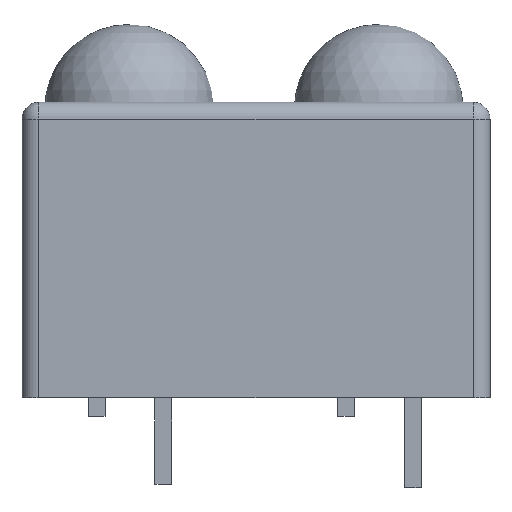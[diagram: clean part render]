
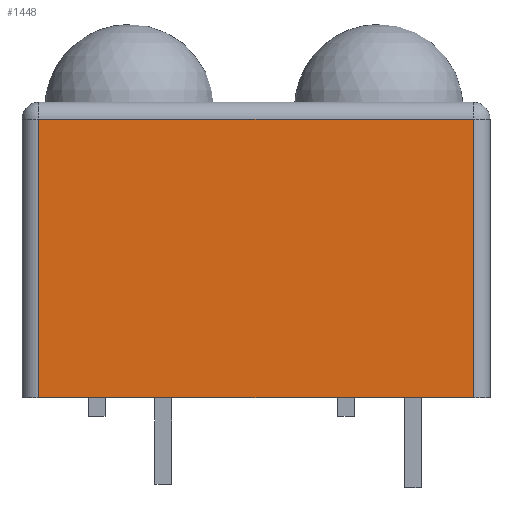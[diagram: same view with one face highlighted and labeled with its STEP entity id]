
A CAD part, front view. The second image highlights one B-rep face of the part: STEP entity #1448.
In plain terms, the highlighted planar face has unit normal (0, -1, 0).
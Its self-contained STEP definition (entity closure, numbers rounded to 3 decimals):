
#226=FACE_OUTER_BOUND('',#319,.T.);
#319=EDGE_LOOP('',(#1225,#1226,#1227,#1228));
#439=LINE('',#2547,#563);
#441=LINE('',#2557,#565);
#442=LINE('',#2559,#566);
#443=LINE('',#2560,#567);
#563=VECTOR('',#2007,10.);
#565=VECTOR('',#2019,10.);
#566=VECTOR('',#2020,10.);
#567=VECTOR('',#2021,10.);
#688=VERTEX_POINT('',#2544);
#689=VERTEX_POINT('',#2546);
#692=VERTEX_POINT('',#2556);
#693=VERTEX_POINT('',#2558);
#868=EDGE_CURVE('',#688,#689,#439,.T.);
#873=EDGE_CURVE('',#688,#692,#441,.T.);
#874=EDGE_CURVE('',#693,#692,#442,.T.);
#875=EDGE_CURVE('',#689,#693,#443,.T.);
#1225=ORIENTED_EDGE('',*,*,#868,.F.);
#1226=ORIENTED_EDGE('',*,*,#873,.T.);
#1227=ORIENTED_EDGE('',*,*,#874,.F.);
#1228=ORIENTED_EDGE('',*,*,#875,.F.);
#1371=PLANE('',#1624);
#1448=ADVANCED_FACE('',(#226),#1371,.T.);
#1624=AXIS2_PLACEMENT_3D('',#2555,#2017,#2018);
#2007=DIRECTION('',(0.,0.,1.));
#2017=DIRECTION('center_axis',(0.,-1.,0.));
#2018=DIRECTION('ref_axis',(1.,0.,0.));
#2019=DIRECTION('',(1.,0.,0.));
#2020=DIRECTION('',(0.,0.,-1.));
#2021=DIRECTION('',(1.,0.,0.));
#2544=CARTESIAN_POINT('',(0.5,0.,0.));
#2546=CARTESIAN_POINT('',(0.5,0.,8.22));
#2547=CARTESIAN_POINT('',(0.5,0.,0.));
#2555=CARTESIAN_POINT('Origin',(0.,0.,0.));
#2556=CARTESIAN_POINT('',(13.316,0.,0.));
#2557=CARTESIAN_POINT('',(0.,0.,0.));
#2558=CARTESIAN_POINT('',(13.316,0.,8.22));
#2559=CARTESIAN_POINT('',(13.316,0.,0.));
#2560=CARTESIAN_POINT('',(3.454,0.,8.22));
